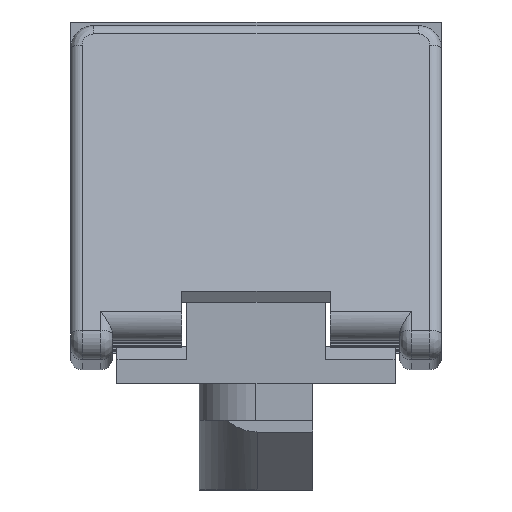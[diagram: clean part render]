
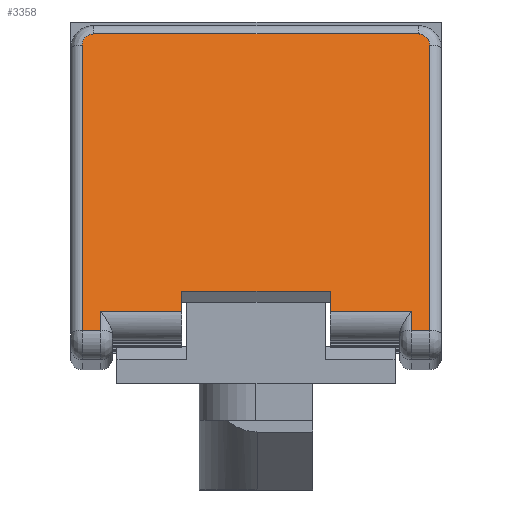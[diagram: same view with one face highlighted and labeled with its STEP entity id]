
A CAD part, front view. The second image highlights one B-rep face of the part: STEP entity #3358.
In plain terms, the highlighted planar face has unit normal (0, -0.965, 0.262).
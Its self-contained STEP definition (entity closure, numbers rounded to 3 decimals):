
#37=B_SPLINE_CURVE_WITH_KNOTS('',3,(#5181,#5182,#5183,#5184,#5185,#5186,
#5187,#5188,#5189,#5190,#5191,#5192,#5193,#5194,#5195,#5196,#5197,#5198,
#5199,#5200,#5201,#5202),.UNSPECIFIED.,.F.,.F.,(4,3,3,3,3,3,3,4),(0.,0.188,
0.25,0.375,0.5,0.719,
0.75,1.),.UNSPECIFIED.);
#250=LINE('',#5113,#630);
#252=LINE('',#5126,#632);
#254=LINE('',#5153,#634);
#256=LINE('',#5162,#636);
#258=LINE('',#5170,#638);
#259=LINE('',#5171,#639);
#260=LINE('',#5173,#640);
#261=LINE('',#5175,#641);
#262=LINE('',#5176,#642);
#263=LINE('',#5177,#643);
#264=LINE('',#5179,#644);
#265=LINE('',#5203,#645);
#630=VECTOR('',#4121,3.5);
#632=VECTOR('',#4133,3.5);
#634=VECTOR('',#4143,0.8);
#636=VECTOR('',#4151,0.8);
#638=VECTOR('',#4159,12.765);
#639=VECTOR('',#4160,0.855);
#640=VECTOR('',#4161,0.91);
#641=VECTOR('',#4162,6.4);
#642=VECTOR('',#4163,0.91);
#643=VECTOR('',#4164,0.855);
#644=VECTOR('',#4165,12.765);
#645=VECTOR('',#4166,14.);
#903=PLANE('',#3584);
#1094=FACE_OUTER_BOUND('',#1290,.T.);
#1290=EDGE_LOOP('',(#2693,#2694,#2695,#2696,#2697,#2698,#2699,#2700,#2701,
#2702,#2703,#2704,#2705,#2706));
#1427=CIRCLE('',#3585,0.5);
#1613=VERTEX_POINT('',#5107);
#1614=VERTEX_POINT('',#5112);
#1619=VERTEX_POINT('',#5123);
#1620=VERTEX_POINT('',#5125);
#1625=VERTEX_POINT('',#5149);
#1627=VERTEX_POINT('',#5152);
#1630=VERTEX_POINT('',#5159);
#1631=VERTEX_POINT('',#5161);
#1633=VERTEX_POINT('',#5167);
#1634=VERTEX_POINT('',#5168);
#1635=VERTEX_POINT('',#5172);
#1636=VERTEX_POINT('',#5174);
#1637=VERTEX_POINT('',#5178);
#1638=VERTEX_POINT('',#5180);
#1992=EDGE_CURVE('',#1614,#1613,#250,.T.);
#1998=EDGE_CURVE('',#1620,#1619,#252,.T.);
#2005=EDGE_CURVE('',#1625,#1627,#254,.T.);
#2009=EDGE_CURVE('',#1630,#1631,#256,.T.);
#2012=EDGE_CURVE('',#1633,#1634,#1427,.T.);
#2013=EDGE_CURVE('',#1633,#1627,#258,.T.);
#2014=EDGE_CURVE('',#1625,#1620,#259,.T.);
#2015=EDGE_CURVE('',#1619,#1635,#260,.T.);
#2016=EDGE_CURVE('',#1635,#1636,#261,.T.);
#2017=EDGE_CURVE('',#1636,#1614,#262,.T.);
#2018=EDGE_CURVE('',#1613,#1631,#263,.T.);
#2019=EDGE_CURVE('',#1630,#1637,#264,.T.);
#2020=EDGE_CURVE('',#1637,#1638,#37,.T.);
#2021=EDGE_CURVE('',#1638,#1634,#265,.T.);
#2693=ORIENTED_EDGE('',*,*,#2012,.F.);
#2694=ORIENTED_EDGE('',*,*,#2013,.T.);
#2695=ORIENTED_EDGE('',*,*,#2005,.F.);
#2696=ORIENTED_EDGE('',*,*,#2014,.T.);
#2697=ORIENTED_EDGE('',*,*,#1998,.T.);
#2698=ORIENTED_EDGE('',*,*,#2015,.T.);
#2699=ORIENTED_EDGE('',*,*,#2016,.T.);
#2700=ORIENTED_EDGE('',*,*,#2017,.T.);
#2701=ORIENTED_EDGE('',*,*,#1992,.T.);
#2702=ORIENTED_EDGE('',*,*,#2018,.T.);
#2703=ORIENTED_EDGE('',*,*,#2009,.F.);
#2704=ORIENTED_EDGE('',*,*,#2019,.T.);
#2705=ORIENTED_EDGE('',*,*,#2020,.T.);
#2706=ORIENTED_EDGE('',*,*,#2021,.T.);
#3358=ADVANCED_FACE('',(#1094),#903,.T.);
#3584=AXIS2_PLACEMENT_3D('',#5166,#4155,#4156);
#3585=AXIS2_PLACEMENT_3D('',#5169,#4157,#4158);
#4121=DIRECTION('',(1.,0.,0.));
#4133=DIRECTION('',(1.,0.,0.));
#4143=DIRECTION('',(-1.,0.,0.));
#4151=DIRECTION('',(-1.,0.,0.));
#4155=DIRECTION('center_axis',(0.,-0.965,
0.262));
#4156=DIRECTION('ref_axis',(0.,-0.262,-0.965));
#4157=DIRECTION('center_axis',(0.,0.965,-0.262));
#4158=DIRECTION('ref_axis',(0.,0.262,0.965));
#4159=DIRECTION('',(0.,-0.262,-0.965));
#4160=DIRECTION('',(0.,0.262,0.965));
#4161=DIRECTION('',(0.,0.262,0.965));
#4162=DIRECTION('',(1.,0.,0.));
#4163=DIRECTION('',(0.,-0.262,-0.965));
#4164=DIRECTION('',(0.,-0.262,-0.965));
#4165=DIRECTION('',(0.,0.262,0.965));
#4166=DIRECTION('',(-1.,0.,0.));
#5107=CARTESIAN_POINT('',(6.7,-11.231,3.107));
#5112=CARTESIAN_POINT('',(3.2,-11.231,3.107));
#5113=CARTESIAN_POINT('',(8.,-11.231,3.107));
#5123=CARTESIAN_POINT('',(-3.2,-11.231,3.107));
#5125=CARTESIAN_POINT('',(-6.7,-11.231,3.107));
#5126=CARTESIAN_POINT('',(8.,-11.231,3.107));
#5149=CARTESIAN_POINT('',(-6.7,-11.455,2.282));
#5152=CARTESIAN_POINT('',(-7.5,-11.455,2.282));
#5153=CARTESIAN_POINT('',(8.,-11.455,2.282));
#5159=CARTESIAN_POINT('',(7.5,-11.455,2.282));
#5161=CARTESIAN_POINT('',(6.7,-11.455,2.282));
#5162=CARTESIAN_POINT('',(8.,-11.455,2.282));
#5166=CARTESIAN_POINT('Origin',(8.,-11.455,2.282));
#5167=CARTESIAN_POINT('',(-7.5,-8.11,14.601));
#5168=CARTESIAN_POINT('',(-7.,-7.979,15.084));
#5169=CARTESIAN_POINT('Origin',(-7.,-8.11,14.601));
#5170=CARTESIAN_POINT('',(-7.5,-11.455,2.282));
#5171=CARTESIAN_POINT('',(-6.7,-11.455,2.282));
#5172=CARTESIAN_POINT('',(-3.2,-10.993,3.985));
#5173=CARTESIAN_POINT('',(-3.2,-11.231,3.107));
#5174=CARTESIAN_POINT('',(3.2,-10.993,3.985));
#5175=CARTESIAN_POINT('',(8.,-10.993,3.985));
#5176=CARTESIAN_POINT('',(3.2,-10.993,3.985));
#5177=CARTESIAN_POINT('',(6.7,-11.455,2.282));
#5178=CARTESIAN_POINT('',(7.5,-8.11,14.601));
#5179=CARTESIAN_POINT('',(7.5,-11.455,2.282));
#5180=CARTESIAN_POINT('',(7.,-7.979,15.084));
#5181=CARTESIAN_POINT('Ctrl Pts',(7.5,-8.11,14.601));
#5182=CARTESIAN_POINT('Ctrl Pts',(7.5,-8.098,14.648));
#5183=CARTESIAN_POINT('Ctrl Pts',(7.493,-8.085,14.692));
#5184=CARTESIAN_POINT('Ctrl Pts',(7.48,-8.074,14.736));
#5185=CARTESIAN_POINT('Ctrl Pts',(7.476,-8.07,14.75));
#5186=CARTESIAN_POINT('Ctrl Pts',(7.471,-8.066,14.764));
#5187=CARTESIAN_POINT('Ctrl Pts',(7.465,-8.062,14.779));
#5188=CARTESIAN_POINT('Ctrl Pts',(7.453,-8.054,14.809));
#5189=CARTESIAN_POINT('Ctrl Pts',(7.437,-8.046,14.838));
#5190=CARTESIAN_POINT('Ctrl Pts',(7.419,-8.039,14.865));
#5191=CARTESIAN_POINT('Ctrl Pts',(7.4,-8.031,14.892));
#5192=CARTESIAN_POINT('Ctrl Pts',(7.377,-8.024,14.919));
#5193=CARTESIAN_POINT('Ctrl Pts',(7.354,-8.018,14.942));
#5194=CARTESIAN_POINT('Ctrl Pts',(7.312,-8.007,14.983));
#5195=CARTESIAN_POINT('Ctrl Pts',(7.264,-7.998,15.015));
#5196=CARTESIAN_POINT('Ctrl Pts',(7.208,-7.991,15.04));
#5197=CARTESIAN_POINT('Ctrl Pts',(7.2,-7.99,15.043));
#5198=CARTESIAN_POINT('Ctrl Pts',(7.191,-7.989,15.047));
#5199=CARTESIAN_POINT('Ctrl Pts',(7.184,-7.988,15.05));
#5200=CARTESIAN_POINT('Ctrl Pts',(7.127,-7.982,15.072));
#5201=CARTESIAN_POINT('Ctrl Pts',(7.066,-7.979,15.084));
#5202=CARTESIAN_POINT('Ctrl Pts',(7.,-7.979,15.084));
#5203=CARTESIAN_POINT('',(8.,-7.979,15.084));
